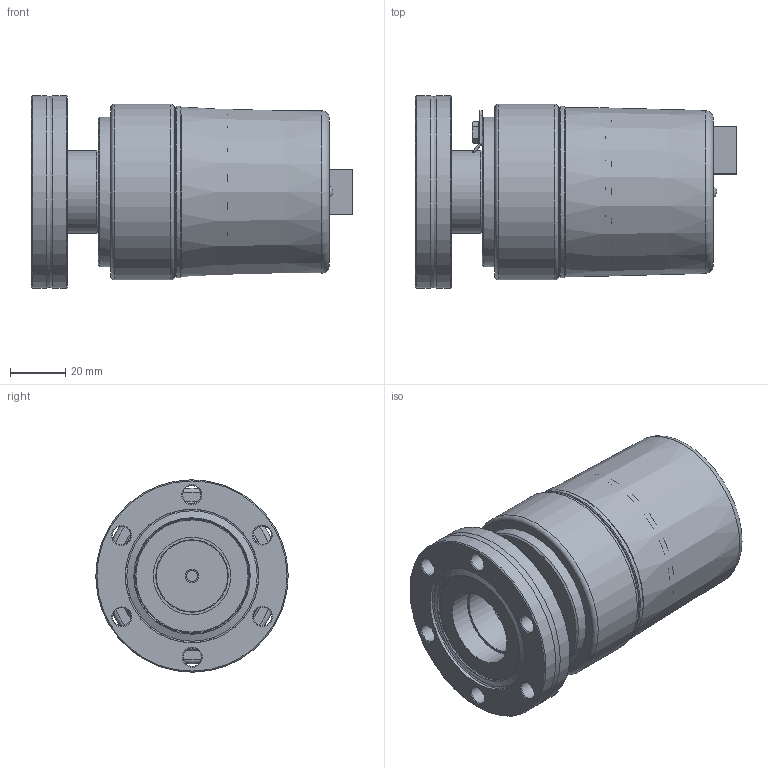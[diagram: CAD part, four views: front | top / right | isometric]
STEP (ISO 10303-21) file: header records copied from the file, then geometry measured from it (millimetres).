
FILE_DESCRIPTION((''),'2;1');
FILE_NAME('311-012.stp','2006-12-21T10:48:10',('BEM'),(''),'Autodesk Inventor 11','Autodesk Inventor 11','');
FILE_SCHEMA(('AUTOMOTIVE_DESIGN { 1 0 10303 214 1 1 1 1 }'));
Length unit declared in the file: millimetre
Products named in the file (1): Bauteil8
Bounding box: 116 x 69.5 x 69.5 mm (x, y, z)
Volume: 162067.9 mm3; surface area: 77521.4 mm2
Topology: 1 solids, 5 shells, 427 faces, 1156 edges, 754 vertices
Faces by surface type: plane 234, cylinder 126, cone 53, bspline 7, torus 6, sphere 1
Full cylindrical faces by diameter (mm): 1.8 x7, 2 x1, 2.1 x1, 2.5 x1, 3 x2, 3.2 x3, 3.4 x5, 4 x2, 4.6 x1, 6.6 x6, 6.92 x1, 8 x1, 9 x1, 10.9 x1, 25.7 x1, 26.2 x2, 27.2 x1, 27.7 x1, 28 x2, 29 x3, 30 x1, 33 x1, 54 x2, 55 x1, 55.1 x1, 57 x1, 59.4 x1, 60 x1, 62 x1, 63.5 x1
Entity records: 13456 total; most frequent: CARTESIAN_POINT 2952, DIRECTION 2167, ORIENTED_EDGE 2050, EDGE_CURVE 1025, AXIS2_PLACEMENT_3D 771, VERTEX_POINT 728, EDGE_LOOP 633, VECTOR 625
